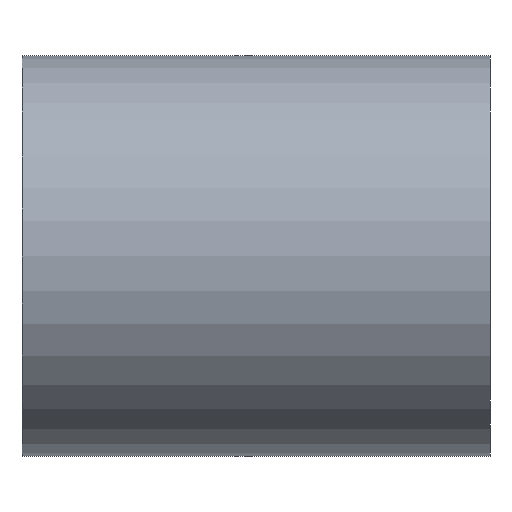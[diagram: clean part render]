
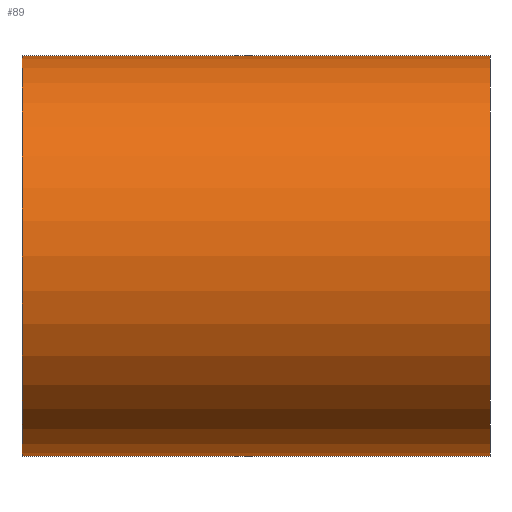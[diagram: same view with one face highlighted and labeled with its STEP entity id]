
A CAD part, front view. The second image highlights one B-rep face of the part: STEP entity #89.
In plain terms, the highlighted cylindrical face has radius 4.75 mm (diameter 9.5 mm), a partial arc.
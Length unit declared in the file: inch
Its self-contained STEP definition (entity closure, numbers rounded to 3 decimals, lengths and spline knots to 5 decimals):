
#7 = VERTEX_POINT ( 'NONE', #85 ) ;
#12 = EDGE_CURVE ( 'NONE', #80, #211, #97, .T. ) ;
#15 = CARTESIAN_POINT ( 'NONE',  ( 0.21875, 0., 0. ) ) ;
#16 = CARTESIAN_POINT ( 'NONE',  ( 0.21875, 0., -0.187 ) ) ;
#22 = EDGE_CURVE ( 'NONE', #7, #114, #79, .T. ) ;
#26 = LINE ( 'NONE', #196, #148 ) ;
#40 = AXIS2_PLACEMENT_3D ( 'NONE', #15, #119, #100 ) ;
#79 = CIRCLE ( 'NONE', #126, 0.187 ) ;
#80 = VERTEX_POINT ( 'NONE', #88 ) ;
#84 = EDGE_LOOP ( 'NONE', ( #115, #161, #215, #141 ) ) ;
#85 = CARTESIAN_POINT ( 'NONE',  ( -0.21875, 0., 0.187 ) ) ;
#88 = CARTESIAN_POINT ( 'NONE',  ( 0.21875, 0., 0.187 ) ) ;
#89 = ADVANCED_FACE ( 'NONE', ( #105 ), #151, .T. ) ;
#91 = DIRECTION ( 'NONE',  ( -1., 0., 0. ) ) ;
#97 = CIRCLE ( 'NONE', #194, 0.187 ) ;
#100 = DIRECTION ( 'NONE',  ( 0., 0., 1. ) ) ;
#105 = FACE_OUTER_BOUND ( 'NONE', #84, .T. ) ;
#110 = EDGE_CURVE ( 'NONE', #211, #114, #171, .T. ) ;
#114 = VERTEX_POINT ( 'NONE', #213 ) ;
#115 = ORIENTED_EDGE ( 'NONE', *, *, #110, .F. ) ;
#119 = DIRECTION ( 'NONE',  ( -1., 0., 0. ) ) ;
#121 = DIRECTION ( 'NONE',  ( -1., 0., 0. ) ) ;
#123 = DIRECTION ( 'NONE',  ( 0., 0., -1. ) ) ;
#126 = AXIS2_PLACEMENT_3D ( 'NONE', #206, #172, #123 ) ;
#136 = VECTOR ( 'NONE', #121, 39.37008 ) ;
#141 = ORIENTED_EDGE ( 'NONE', *, *, #22, .T. ) ;
#148 = VECTOR ( 'NONE', #91, 39.37008 ) ;
#150 = DIRECTION ( 'NONE',  ( 0., 0., -1. ) ) ;
#151 = CYLINDRICAL_SURFACE ( 'NONE', #40, 0.187 ) ;
#155 = EDGE_CURVE ( 'NONE', #80, #7, #26, .T. ) ;
#157 = CARTESIAN_POINT ( 'NONE',  ( 0.21875, 0., 0. ) ) ;
#161 = ORIENTED_EDGE ( 'NONE', *, *, #12, .F. ) ;
#165 = CARTESIAN_POINT ( 'NONE',  ( 0.21875, 0., -0.187 ) ) ;
#171 = LINE ( 'NONE', #16, #136 ) ;
#172 = DIRECTION ( 'NONE',  ( 1., 0., 0. ) ) ;
#193 = DIRECTION ( 'NONE',  ( 1., 0., 0. ) ) ;
#194 = AXIS2_PLACEMENT_3D ( 'NONE', #157, #193, #150 ) ;
#196 = CARTESIAN_POINT ( 'NONE',  ( 0.21875, 0., 0.187 ) ) ;
#206 = CARTESIAN_POINT ( 'NONE',  ( -0.21875, 0., 0. ) ) ;
#211 = VERTEX_POINT ( 'NONE', #165 ) ;
#213 = CARTESIAN_POINT ( 'NONE',  ( -0.21875, 0., -0.187 ) ) ;
#215 = ORIENTED_EDGE ( 'NONE', *, *, #155, .T. ) ;
